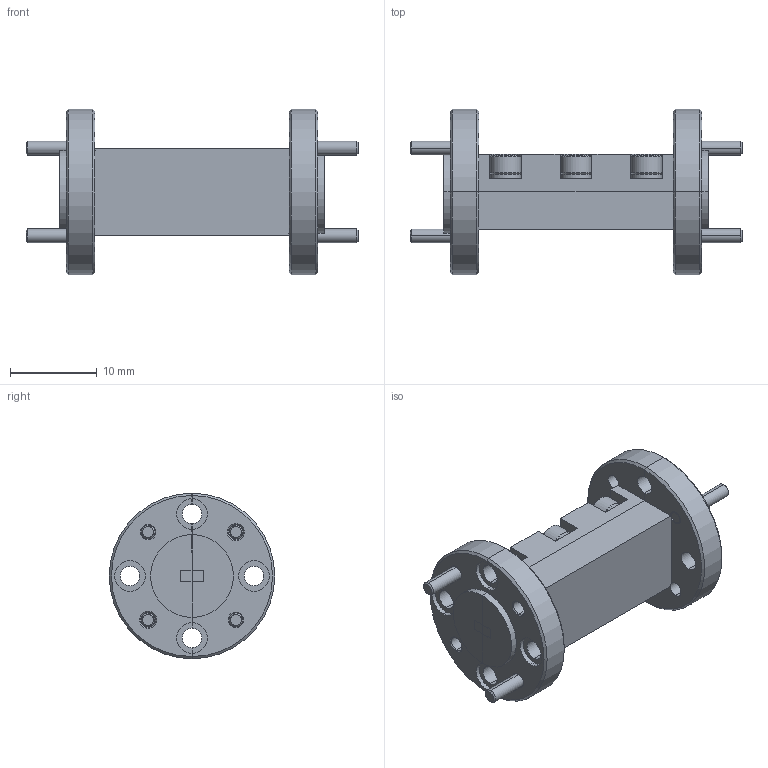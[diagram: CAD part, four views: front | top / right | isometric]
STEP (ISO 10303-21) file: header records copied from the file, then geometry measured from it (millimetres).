
FILE_DESCRIPTION (( 'STEP AP203' ), '1' );
FILE_NAME ('WF-BW, CTRLD.STEP', '2025-04-24T19:29:07', ( '' ), ( '' ), 'SwSTEP 2.0', 'SolidWorks 2021', '' );
FILE_SCHEMA (( 'CONFIG_CONTROL_DESIGN' ));
Length unit declared in the file: inch
Products named in the file (1): WF-BW, CTRLD
Bounding box: 38.23 x 19.05 x 19.05 mm (x, y, z)
Volume: 3724.2 mm3; surface area: 4106.6 mm2
Topology: 18 solids, 18 shells, 662 faces, 1704 edges, 1086 vertices
Faces by surface type: cylinder 358, plane 166, cone 126, bspline 12
Entity records: 27041 total; most frequent: CARTESIAN_POINT 12231, ORIENTED_EDGE 3408, DIRECTION 2796, EDGE_CURVE 1704, VERTEX_POINT 1086, AXIS2_PLACEMENT_3D 1027, LINE 742, VECTOR 742
